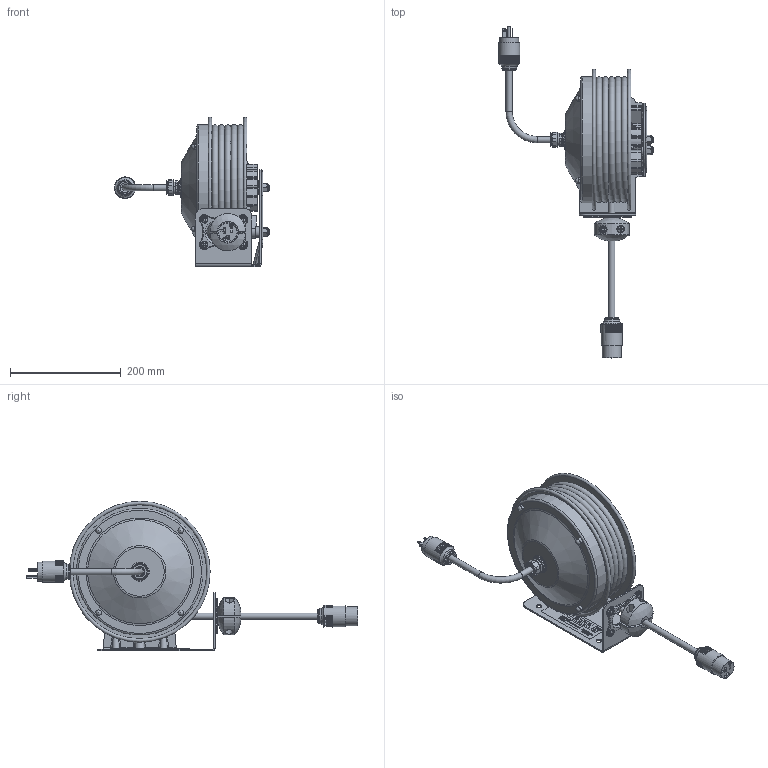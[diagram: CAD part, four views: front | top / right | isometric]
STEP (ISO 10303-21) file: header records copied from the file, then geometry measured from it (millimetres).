
FILE_DESCRIPTION((''),'2;1');
FILE_NAME('PC10-3012-A_SHARED.stp','2013-10-30T15:11:54',('jkusbel'),(''),'Autodesk Inventor 2013','Autodesk Inventor 2013','');
FILE_SCHEMA(('AUTOMOTIVE_DESIGN { 1 0 10303 214 1 1 1 1 }'));
Length unit declared in the file: inch
Products named in the file (1): PC10-3012-A_SHARED
Bounding box: 279.15 x 598.17 x 269.36 mm (x, y, z)
Surface area: 539287.3 mm2 (no closed solid volume)
Topology: 0 solids, 150 shells, 474 faces, 5211 edges, 4781 vertices
Faces by surface type: plane 197, cylinder 169, torus 61, bspline 22, sphere 14, cone 10, revolution 1
Full cylindrical faces by diameter (mm): 4.699 x1, 10.317 x4, 11.303 x3, 13.462 x2, 16.256 x1, 19.05 x2, 22.085 x1, 25.4 x2, 34.29 x2, 38.1 x2, 158.75 x1, 228.6 x1
Entity records: 55714 total; most frequent: CARTESIAN_POINT 20767, DIRECTION 5840, ORIENTED_EDGE 5683, EDGE_CURVE 5130, VERTEX_POINT 4763, VECTOR 2741, LINE 2741, AXIS2_PLACEMENT_3D 1549
